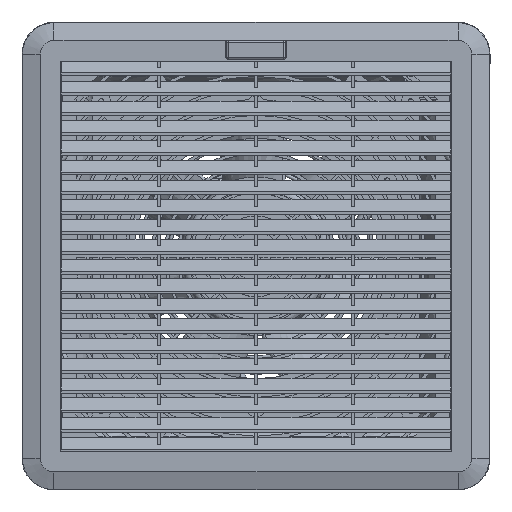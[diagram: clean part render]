
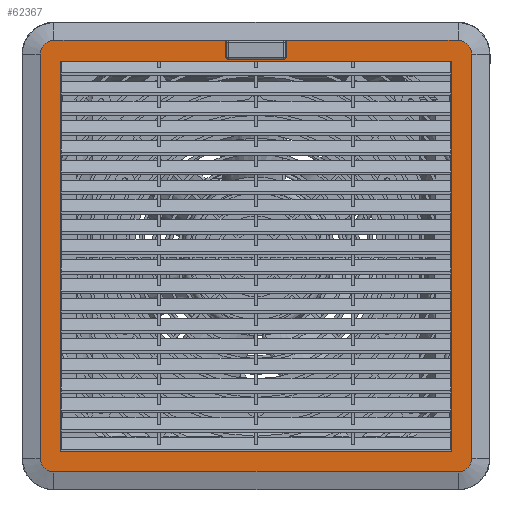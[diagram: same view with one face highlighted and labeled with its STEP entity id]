
A CAD part, top view. The second image highlights one B-rep face of the part: STEP entity #62367.
In plain terms, the highlighted face is planar.
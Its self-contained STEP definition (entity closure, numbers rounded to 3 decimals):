
#3483=FACE_BOUND('',#11703,.T.);
#5131=PLANE('',#67478);
#7928=FACE_OUTER_BOUND('',#11702,.T.);
#11702=EDGE_LOOP('',(#54853,#54854,#54855,#54856,#54857,#54858,#54859,#54860,
#54861,#54862,#54863,#54864,#54865,#54866,#54867,#54868));
#11703=EDGE_LOOP('',(#54869,#54870,#54871,#54872));
#16883=LINE('',#114555,#22271);
#16887=LINE('',#114565,#22275);
#17119=LINE('',#115045,#22507);
#17127=LINE('',#115069,#22515);
#17131=LINE('',#115080,#22519);
#17246=LINE('',#115309,#22634);
#17252=LINE('',#115322,#22640);
#17256=LINE('',#115329,#22644);
#17261=LINE('',#115339,#22649);
#17269=LINE('',#115361,#22657);
#17271=LINE('',#115366,#22659);
#17272=LINE('',#115367,#22660);
#22271=VECTOR('',#81205,10.);
#22275=VECTOR('',#81215,10.);
#22507=VECTOR('',#81709,10.);
#22515=VECTOR('',#81733,10.);
#22519=VECTOR('',#81745,10.);
#22634=VECTOR('',#82014,10.);
#22640=VECTOR('',#82030,10.);
#22644=VECTOR('',#82036,10.);
#22649=VECTOR('',#82047,10.);
#22657=VECTOR('',#82077,10.);
#22659=VECTOR('',#82081,10.);
#22660=VECTOR('',#82082,10.);
#24954=CIRCLE('',#67224,7.312);
#24955=CIRCLE('',#67227,7.312);
#24965=CIRCLE('',#67354,1.);
#24967=CIRCLE('',#67358,1.);
#24969=CIRCLE('',#67362,1.);
#24971=CIRCLE('',#67366,1.);
#24973=CIRCLE('',#67458,7.312);
#24976=CIRCLE('',#67472,7.312);
#30111=VERTEX_POINT('',#114552);
#30112=VERTEX_POINT('',#114554);
#30113=VERTEX_POINT('',#114558);
#30115=VERTEX_POINT('',#114563);
#30117=VERTEX_POINT('',#114569);
#30222=VERTEX_POINT('',#115035);
#30223=VERTEX_POINT('',#115036);
#30226=VERTEX_POINT('',#115044);
#30228=VERTEX_POINT('',#115050);
#30230=VERTEX_POINT('',#115056);
#30232=VERTEX_POINT('',#115062);
#30234=VERTEX_POINT('',#115068);
#30236=VERTEX_POINT('',#115074);
#30273=VERTEX_POINT('',#115305);
#30274=VERTEX_POINT('',#115307);
#30276=VERTEX_POINT('',#115321);
#30278=VERTEX_POINT('',#115327);
#30280=VERTEX_POINT('',#115337);
#30282=VERTEX_POINT('',#115346);
#30285=VERTEX_POINT('',#115364);
#38268=EDGE_CURVE('',#30111,#30112,#16883,.T.);
#38271=EDGE_CURVE('',#30113,#30111,#24954,.T.);
#38273=EDGE_CURVE('',#30115,#30113,#16887,.T.);
#38276=EDGE_CURVE('',#30117,#30115,#24955,.T.);
#38517=EDGE_CURVE('',#30222,#30223,#24965,.T.);
#38521=EDGE_CURVE('',#30226,#30222,#17119,.T.);
#38524=EDGE_CURVE('',#30228,#30226,#24967,.T.);
#38530=EDGE_CURVE('',#30232,#30230,#24969,.T.);
#38533=EDGE_CURVE('',#30234,#30232,#17127,.T.);
#38536=EDGE_CURVE('',#30236,#30234,#24971,.T.);
#38539=EDGE_CURVE('',#30223,#30236,#17131,.T.);
#38654=EDGE_CURVE('',#30273,#30274,#17246,.T.);
#38660=EDGE_CURVE('',#30276,#30273,#17252,.T.);
#38664=EDGE_CURVE('',#30274,#30278,#17256,.T.);
#38669=EDGE_CURVE('',#30280,#30117,#17261,.T.);
#38673=EDGE_CURVE('',#30282,#30280,#24973,.T.);
#38680=EDGE_CURVE('',#30278,#30276,#17269,.T.);
#38682=EDGE_CURVE('',#30285,#30230,#17271,.T.);
#38683=EDGE_CURVE('',#30228,#30282,#17272,.T.);
#38689=EDGE_CURVE('',#30112,#30285,#24976,.T.);
#54853=ORIENTED_EDGE('',*,*,#38530,.T.);
#54854=ORIENTED_EDGE('',*,*,#38682,.F.);
#54855=ORIENTED_EDGE('',*,*,#38689,.F.);
#54856=ORIENTED_EDGE('',*,*,#38268,.F.);
#54857=ORIENTED_EDGE('',*,*,#38271,.F.);
#54858=ORIENTED_EDGE('',*,*,#38273,.F.);
#54859=ORIENTED_EDGE('',*,*,#38276,.F.);
#54860=ORIENTED_EDGE('',*,*,#38669,.F.);
#54861=ORIENTED_EDGE('',*,*,#38673,.F.);
#54862=ORIENTED_EDGE('',*,*,#38683,.F.);
#54863=ORIENTED_EDGE('',*,*,#38524,.T.);
#54864=ORIENTED_EDGE('',*,*,#38521,.T.);
#54865=ORIENTED_EDGE('',*,*,#38517,.T.);
#54866=ORIENTED_EDGE('',*,*,#38539,.T.);
#54867=ORIENTED_EDGE('',*,*,#38536,.T.);
#54868=ORIENTED_EDGE('',*,*,#38533,.T.);
#54869=ORIENTED_EDGE('',*,*,#38680,.T.);
#54870=ORIENTED_EDGE('',*,*,#38660,.T.);
#54871=ORIENTED_EDGE('',*,*,#38654,.T.);
#54872=ORIENTED_EDGE('',*,*,#38664,.T.);
#62367=ADVANCED_FACE('',(#7928,#3483),#5131,.T.);
#67224=AXIS2_PLACEMENT_3D('',#114560,#81210,#81211);
#67227=AXIS2_PLACEMENT_3D('',#114571,#81220,#81221);
#67354=AXIS2_PLACEMENT_3D('',#115037,#81701,#81702);
#67358=AXIS2_PLACEMENT_3D('',#115051,#81714,#81715);
#67362=AXIS2_PLACEMENT_3D('',#115063,#81726,#81727);
#67366=AXIS2_PLACEMENT_3D('',#115075,#81738,#81739);
#67458=AXIS2_PLACEMENT_3D('',#115348,#82057,#82058);
#67472=AXIS2_PLACEMENT_3D('',#115379,#82098,#82099);
#67478=AXIS2_PLACEMENT_3D('',#115386,#82111,#82112);
#81205=DIRECTION('',(0.,0.,-1.));
#81210=DIRECTION('center_axis',(0.,-1.,0.));
#81211=DIRECTION('ref_axis',(0.,0.,1.));
#81215=DIRECTION('',(-1.,0.,0.));
#81220=DIRECTION('center_axis',(0.,-1.,0.));
#81221=DIRECTION('ref_axis',(1.,0.,0.));
#81701=DIRECTION('center_axis',(0.,-1.,0.));
#81702=DIRECTION('ref_axis',(0.,0.,1.));
#81709=DIRECTION('',(0.,0.,1.));
#81714=DIRECTION('center_axis',(0.,-1.,0.));
#81715=DIRECTION('ref_axis',(1.,0.,0.));
#81726=DIRECTION('center_axis',(0.,-1.,0.));
#81727=DIRECTION('ref_axis',(0.,0.,-1.));
#81733=DIRECTION('',(0.,0.,-1.));
#81738=DIRECTION('center_axis',(0.,-1.,0.));
#81739=DIRECTION('ref_axis',(-1.,0.,0.));
#81745=DIRECTION('',(-1.,0.,0.));
#82014=DIRECTION('',(-1.,0.,0.));
#82030=DIRECTION('',(0.,0.,1.));
#82036=DIRECTION('',(0.,0.,-1.));
#82047=DIRECTION('',(0.,0.,1.));
#82057=DIRECTION('center_axis',(0.,-1.,0.));
#82058=DIRECTION('ref_axis',(0.,0.,-1.));
#82077=DIRECTION('',(1.,0.,0.));
#82081=DIRECTION('',(1.,0.,0.));
#82082=DIRECTION('',(1.,0.,0.));
#82098=DIRECTION('center_axis',(0.,-1.,0.));
#82099=DIRECTION('ref_axis',(-1.,0.,0.));
#82111=DIRECTION('center_axis',(0.,1.,0.));
#82112=DIRECTION('ref_axis',(1.,0.,0.));
#114552=CARTESIAN_POINT('',(-114.812,13.136,107.5));
#114554=CARTESIAN_POINT('',(-114.812,13.136,-107.5));
#114555=CARTESIAN_POINT('',(-114.812,13.136,107.5));
#114558=CARTESIAN_POINT('',(-107.5,13.136,114.812));
#114560=CARTESIAN_POINT('Origin',(-107.5,13.136,107.5));
#114563=CARTESIAN_POINT('',(107.5,13.136,114.812));
#114565=CARTESIAN_POINT('',(107.5,13.136,114.812));
#114569=CARTESIAN_POINT('',(114.812,13.136,107.5));
#114571=CARTESIAN_POINT('Origin',(107.5,13.136,107.5));
#115035=CARTESIAN_POINT('',(16.,13.136,-105.812));
#115036=CARTESIAN_POINT('',(15.,13.136,-104.812));
#115037=CARTESIAN_POINT('Origin',(15.,13.136,-105.812));
#115044=CARTESIAN_POINT('',(16.,13.136,-113.812));
#115045=CARTESIAN_POINT('',(16.,13.136,-3.156));
#115050=CARTESIAN_POINT('',(15.,13.136,-114.812));
#115051=CARTESIAN_POINT('Origin',(15.,13.136,-113.812));
#115056=CARTESIAN_POINT('',(-15.,13.136,-114.812));
#115062=CARTESIAN_POINT('',(-16.,13.136,-113.812));
#115063=CARTESIAN_POINT('Origin',(-15.,13.136,-113.812));
#115068=CARTESIAN_POINT('',(-16.,13.136,-105.812));
#115069=CARTESIAN_POINT('',(-16.,13.136,0.844));
#115074=CARTESIAN_POINT('',(-15.,13.136,-104.812));
#115075=CARTESIAN_POINT('Origin',(-15.,13.136,-105.812));
#115080=CARTESIAN_POINT('',(-49.906,13.136,-104.812));
#115305=CARTESIAN_POINT('',(103.812,13.136,103.812));
#115307=CARTESIAN_POINT('',(-103.812,13.136,103.812));
#115309=CARTESIAN_POINT('',(107.5,13.136,103.812));
#115321=CARTESIAN_POINT('',(103.812,13.136,-103.812));
#115322=CARTESIAN_POINT('',(103.812,13.136,-107.5));
#115327=CARTESIAN_POINT('',(-103.812,13.136,-103.812));
#115329=CARTESIAN_POINT('',(-103.812,13.136,107.5));
#115337=CARTESIAN_POINT('',(114.812,13.136,-107.5));
#115339=CARTESIAN_POINT('',(114.812,13.136,-107.5));
#115346=CARTESIAN_POINT('',(107.5,13.136,-114.812));
#115348=CARTESIAN_POINT('Origin',(107.5,13.136,-107.5));
#115361=CARTESIAN_POINT('',(-107.5,13.136,-103.812));
#115364=CARTESIAN_POINT('',(-107.5,13.136,-114.812));
#115366=CARTESIAN_POINT('',(-107.5,13.136,-114.812));
#115367=CARTESIAN_POINT('',(-107.5,13.136,-114.812));
#115379=CARTESIAN_POINT('Origin',(-107.5,13.136,-107.5));
#115386=CARTESIAN_POINT('Origin',(-114.812,13.136,107.5));
